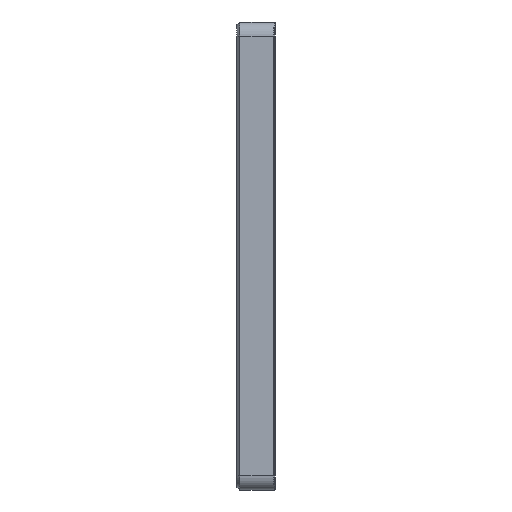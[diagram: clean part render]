
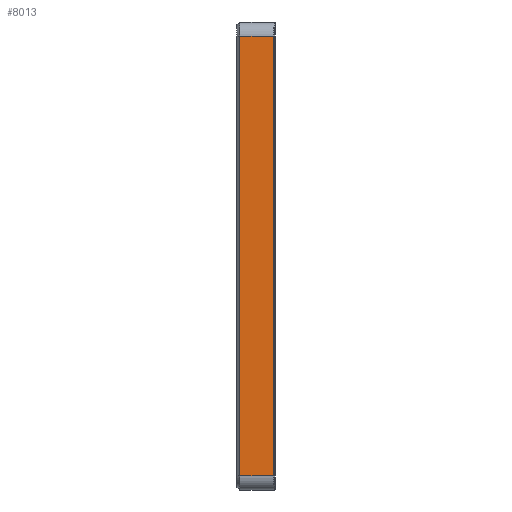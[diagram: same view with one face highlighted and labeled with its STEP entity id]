
A CAD part, left-side view. The second image highlights one B-rep face of the part: STEP entity #8013.
In plain terms, the highlighted planar face has unit normal (-1, 0, 0).
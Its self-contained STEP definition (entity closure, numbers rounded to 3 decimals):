
#402=PLANE('',#8942);
#880=FACE_OUTER_BOUND('',#1422,.T.);
#1422=EDGE_LOOP('',(#7370,#7371,#7372,#7373));
#1741=LINE('',#12743,#2445);
#1757=LINE('',#12788,#2461);
#2079=LINE('',#13683,#2783);
#2089=LINE('',#13702,#2793);
#2445=VECTOR('',#10253,1.);
#2461=VECTOR('',#10301,1.);
#2783=VECTOR('',#11303,1.);
#2793=VECTOR('',#11331,1.);
#3715=VERTEX_POINT('',#12730);
#3719=VERTEX_POINT('',#12741);
#3732=VERTEX_POINT('',#12787);
#3965=VERTEX_POINT('',#13679);
#4581=EDGE_CURVE('',#3719,#3715,#1741,.T.);
#4604=EDGE_CURVE('',#3715,#3732,#1757,.T.);
#5055=EDGE_CURVE('',#3732,#3965,#2079,.T.);
#5065=EDGE_CURVE('',#3965,#3719,#2089,.T.);
#7370=ORIENTED_EDGE('',*,*,#4581,.F.);
#7371=ORIENTED_EDGE('',*,*,#5065,.F.);
#7372=ORIENTED_EDGE('',*,*,#5055,.F.);
#7373=ORIENTED_EDGE('',*,*,#4604,.F.);
#8013=ADVANCED_FACE('',(#880),#402,.T.);
#8942=AXIS2_PLACEMENT_3D('',#13793,#11473,#11474);
#10253=DIRECTION('',(0.,0.,-1.));
#10301=DIRECTION('',(0.,1.,0.));
#11303=DIRECTION('',(0.,0.,1.));
#11331=DIRECTION('',(0.,-1.,0.));
#11473=DIRECTION('center_axis',(-1.,0.,0.));
#11474=DIRECTION('ref_axis',(0.,1.,0.));
#12730=CARTESIAN_POINT('',(-16.763,-5.3,-34.225));
#12741=CARTESIAN_POINT('',(-16.763,-5.3,120.775));
#12743=CARTESIAN_POINT('',(-16.763,-5.3,43.275));
#12787=CARTESIAN_POINT('',(-16.763,7.,-34.225));
#12788=CARTESIAN_POINT('',(-16.763,0.,-34.225));
#13679=CARTESIAN_POINT('',(-16.763,7.,120.775));
#13683=CARTESIAN_POINT('',(-16.763,7.,43.275));
#13702=CARTESIAN_POINT('',(-16.763,0.,120.775));
#13793=CARTESIAN_POINT('Origin',(-16.763,0.,43.275));
